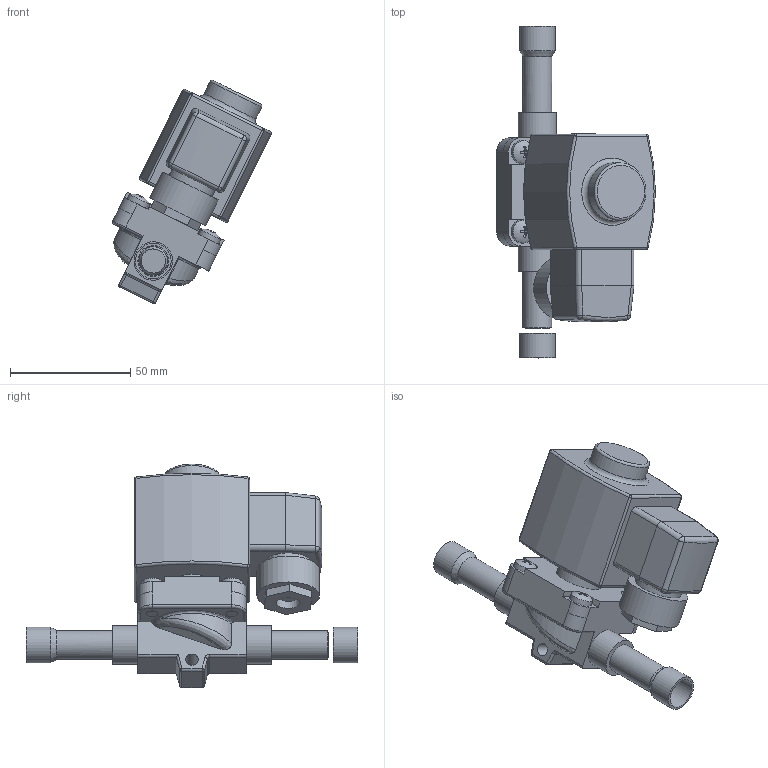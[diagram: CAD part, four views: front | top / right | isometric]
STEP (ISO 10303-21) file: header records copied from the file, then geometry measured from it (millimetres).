
FILE_DESCRIPTION(/* description */ (''),/* implementation_level */ '2;1');
FILE_NAME(/* name */ '032L1217R.stp',/* time_stamp */ '2022-08-15T17:16:54+03:00',/* author */ ('U403152'),/* organization */ (''),/* preprocessor_version */ 'ST-DEVELOPER v18.1',/* originating_system */ 'Autodesk Inventor 2020',/* authorisation */ '');
FILE_SCHEMA (('AUTOMOTIVE_DESIGN { 1 0 10303 214 3 1 1 }'));
Length unit declared in the file: millimetre
Products named in the file (1): Part1
Bounding box: 66.03 x 138 x 92.91 mm (x, y, z)
Volume: 158285.6 mm3; surface area: 38153.5 mm2
Topology: 1 solids, 7 shells, 288 faces, 733 edges, 483 vertices
Faces by surface type: plane 126, cylinder 108, sphere 20, torus 16, bspline 12, cone 6
Full cylindrical faces by diameter (mm): 5 x8, 5.2 x1, 5.5 x4, 9.5 x4, 10 x3, 11.6 x1, 12 x3, 12.7 x1, 12.8 x2, 13.1 x1, 13.2 x1, 14.8 x3, 16 x2, 18 x1, 20 x2, 24 x1, 26 x1
Entity records: 9579 total; most frequent: CARTESIAN_POINT 2357, DIRECTION 1590, ORIENTED_EDGE 1458, EDGE_CURVE 729, AXIS2_PLACEMENT_3D 630, VERTEX_POINT 483, CIRCLE 342, LINE 330
